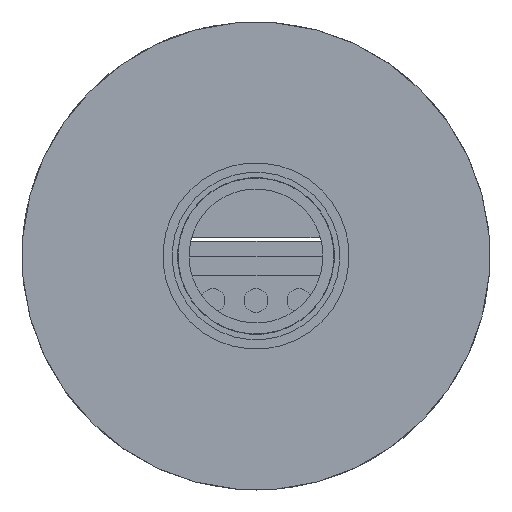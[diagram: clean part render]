
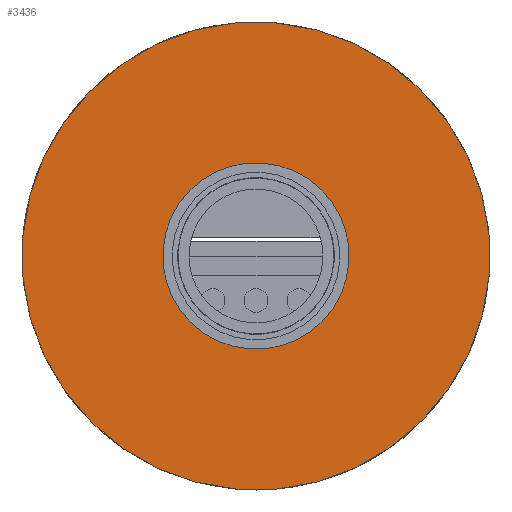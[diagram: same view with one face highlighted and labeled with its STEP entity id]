
A CAD part, front view. The second image highlights one B-rep face of the part: STEP entity #3436.
In plain terms, the highlighted planar face has unit normal (0, -1, 0).
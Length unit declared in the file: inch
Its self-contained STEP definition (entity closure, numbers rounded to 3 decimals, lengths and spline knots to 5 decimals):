
#20 = AXIS2_PLACEMENT_3D ( 'NONE', #3094, #215, #3592 ) ;
#120 = AXIS2_PLACEMENT_3D ( 'NONE', #2064, #190, #4504 ) ;
#190 = DIRECTION ( 'NONE',  ( 0., 1., 0. ) ) ;
#197 = AXIS2_PLACEMENT_3D ( 'NONE', #3481, #4412, #1532 ) ;
#215 = DIRECTION ( 'NONE',  ( 0., 1., 0. ) ) ;
#340 = CARTESIAN_POINT ( 'NONE',  ( 0.25022, -2.4242, -0.06827 ) ) ;
#375 = CIRCLE ( 'NONE', #3712, 0.29863 ) ;
#387 = EDGE_LOOP ( 'NONE', ( #853, #2184 ) ) ;
#825 = EDGE_CURVE ( 'NONE', #5371, #6022, #1822, .T. ) ;
#853 = ORIENTED_EDGE ( 'NONE', *, *, #2029, .F. ) ;
#856 = DIRECTION ( 'NONE',  ( 0.085, 0., 0.996 ) ) ;
#990 = DIRECTION ( 'NONE',  ( 0.085, 0., 0.996 ) ) ;
#1532 = DIRECTION ( 'NONE',  ( 0.085, 0., 0.996 ) ) ;
#1566 = CIRCLE ( 'NONE', #197, 0.75 ) ;
#1628 = CARTESIAN_POINT ( 'NONE',  ( 0.02529, -2.4242, 0.25054 ) ) ;
#1723 = ORIENTED_EDGE ( 'NONE', *, *, #3002, .T. ) ;
#1803 = PLANE ( 'NONE',  #3676 ) ;
#1822 = CIRCLE ( 'NONE', #120, 0.75 ) ;
#1824 = CARTESIAN_POINT ( 'NONE',  ( 0.06351, -2.4242, 0.7003 ) ) ;
#1943 = DIRECTION ( 'NONE',  ( 0., 1., 0. ) ) ;
#2029 = EDGE_CURVE ( 'NONE', #6022, #5371, #1566, .T. ) ;
#2064 = CARTESIAN_POINT ( 'NONE',  ( 0., -2.4242, -0.04701 ) ) ;
#2184 = ORIENTED_EDGE ( 'NONE', *, *, #825, .F. ) ;
#2470 = FACE_OUTER_BOUND ( 'NONE', #387, .T. ) ;
#2557 = VERTEX_POINT ( 'NONE', #4992 ) ;
#3002 = EDGE_CURVE ( 'NONE', #5795, #2557, #375, .T. ) ;
#3094 = CARTESIAN_POINT ( 'NONE',  ( 0., -2.4242, -0.04701 ) ) ;
#3436 = ADVANCED_FACE ( 'NONE', ( #2470, #4270 ), #1803, .F. ) ;
#3481 = CARTESIAN_POINT ( 'NONE',  ( 0., -2.4242, -0.04701 ) ) ;
#3592 = DIRECTION ( 'NONE',  ( 0.085, 0., 0.996 ) ) ;
#3676 = AXIS2_PLACEMENT_3D ( 'NONE', #340, #5236, #856 ) ;
#3712 = AXIS2_PLACEMENT_3D ( 'NONE', #5349, #1943, #990 ) ;
#4270 = FACE_BOUND ( 'NONE', #4903, .T. ) ;
#4336 = CIRCLE ( 'NONE', #20, 0.29863 ) ;
#4412 = DIRECTION ( 'NONE',  ( 0., 1., 0. ) ) ;
#4504 = DIRECTION ( 'NONE',  ( 0.085, 0., 0.996 ) ) ;
#4893 = EDGE_CURVE ( 'NONE', #2557, #5795, #4336, .T. ) ;
#4903 = EDGE_LOOP ( 'NONE', ( #1723, #4980 ) ) ;
#4980 = ORIENTED_EDGE ( 'NONE', *, *, #4893, .T. ) ;
#4992 = CARTESIAN_POINT ( 'NONE',  ( -0.02529, -2.4242, -0.34456 ) ) ;
#5236 = DIRECTION ( 'NONE',  ( 0., 1., 0. ) ) ;
#5349 = CARTESIAN_POINT ( 'NONE',  ( 0., -2.4242, -0.04701 ) ) ;
#5371 = VERTEX_POINT ( 'NONE', #5977 ) ;
#5795 = VERTEX_POINT ( 'NONE', #1628 ) ;
#5977 = CARTESIAN_POINT ( 'NONE',  ( -0.06351, -2.4242, -0.79431 ) ) ;
#6022 = VERTEX_POINT ( 'NONE', #1824 ) ;
